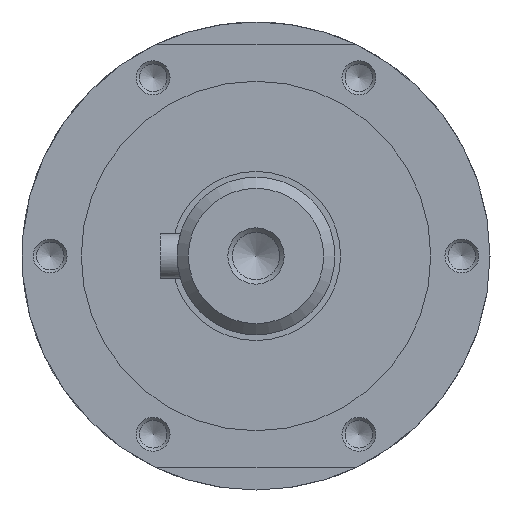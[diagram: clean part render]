
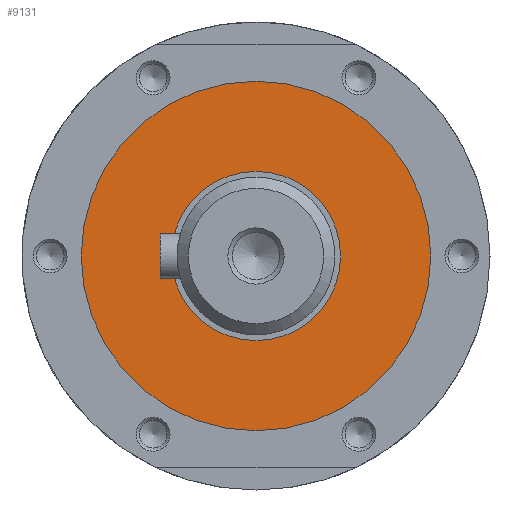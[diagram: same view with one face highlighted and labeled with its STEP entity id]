
A CAD part, left-side view. The second image highlights one B-rep face of the part: STEP entity #9131.
In plain terms, the highlighted planar face has unit normal (-1, 0, 0).
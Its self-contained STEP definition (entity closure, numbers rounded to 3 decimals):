
#247=FACE_BOUND('',#1603,.T.);
#472=PLANE('',#10374);
#1010=FACE_OUTER_BOUND('',#1602,.T.);
#1602=EDGE_LOOP('',(#7842));
#1603=EDGE_LOOP('',(#7843));
#3143=CIRCLE('',#10038,31.);
#3292=CIRCLE('',#10358,15.);
#3821=VERTEX_POINT('',#15112);
#4142=VERTEX_POINT('',#16337);
#4898=EDGE_CURVE('',#3821,#3821,#3143,.T.);
#5374=EDGE_CURVE('',#4142,#4142,#3292,.T.);
#7842=ORIENTED_EDGE('',*,*,#4898,.F.);
#7843=ORIENTED_EDGE('',*,*,#5374,.F.);
#9131=ADVANCED_FACE('',(#1010,#247),#472,.T.);
#10038=AXIS2_PLACEMENT_3D('',#15113,#12284,#12285);
#10358=AXIS2_PLACEMENT_3D('',#16338,#13190,#13191);
#10374=AXIS2_PLACEMENT_3D('',#16375,#13233,#13234);
#12284=DIRECTION('center_axis',(1.,0.,0.));
#12285=DIRECTION('ref_axis',(0.,1.,0.));
#13190=DIRECTION('center_axis',(-1.,0.,0.));
#13191=DIRECTION('ref_axis',(0.,0.,
-1.));
#13233=DIRECTION('center_axis',(-1.,0.,0.));
#13234=DIRECTION('ref_axis',(0.,0.,1.));
#15112=CARTESIAN_POINT('',(-238.593,-31.,0.));
#15113=CARTESIAN_POINT('Origin',(-238.593,0.,
0.));
#16337=CARTESIAN_POINT('',(-238.593,0.,15.));
#16338=CARTESIAN_POINT('Origin',(-238.593,0.,
0.));
#16375=CARTESIAN_POINT('Origin',(-238.593,33.062,0.));
